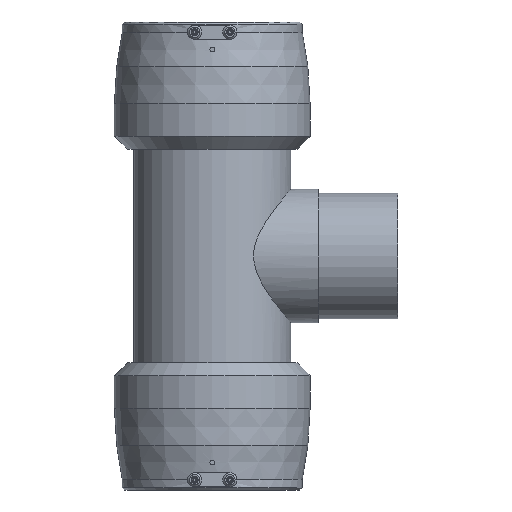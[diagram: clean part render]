
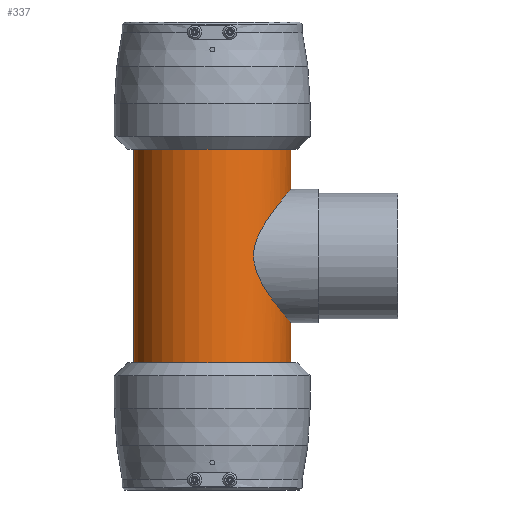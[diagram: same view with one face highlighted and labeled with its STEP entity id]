
A CAD part, front view. The second image highlights one B-rep face of the part: STEP entity #337.
In plain terms, the highlighted cylindrical face has radius 100 mm (diameter 200 mm), a partial arc.
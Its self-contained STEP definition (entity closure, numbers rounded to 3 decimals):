
#337=ADVANCED_FACE('',(#726),#727,.T.);
#726=FACE_OUTER_BOUND('',#1166,.T.);
#727=CYLINDRICAL_SURFACE('',#1167,100.0);
#1166=EDGE_LOOP('',(#2060,#2061,#2062,#2063,#2064,#2065));
#1167=AXIS2_PLACEMENT_3D('',#2066,#2067,#2068);
#2060=ORIENTED_EDGE('',*,*,#2590,.T.);
#2061=ORIENTED_EDGE('',*,*,#2778,.T.);
#2062=ORIENTED_EDGE('',*,*,#2593,.T.);
#2063=ORIENTED_EDGE('',*,*,#2779,.T.);
#2064=ORIENTED_EDGE('',*,*,#2592,.T.);
#2065=ORIENTED_EDGE('',*,*,#2749,.T.);
#2066=CARTESIAN_POINT('',(0.0,0.0,0.0));
#2067=DIRECTION('',(0.0,0.0,1.0));
#2068=DIRECTION('',(1.0,0.0,0.0));
#2590=EDGE_CURVE('',#3114,#2895,#3115,.T.);
#2592=EDGE_CURVE('',#3026,#3116,#3118,.T.);
#2593=EDGE_CURVE('',#2900,#3030,#3119,.T.);
#2749=EDGE_CURVE('',#3116,#3114,#3348,.T.);
#2778=EDGE_CURVE('',#2895,#2900,#3377,.T.);
#2779=EDGE_CURVE('',#3030,#3026,#3378,.T.);
#2895=VERTEX_POINT('',#3502);
#2900=VERTEX_POINT('',#3541);
#3026=VERTEX_POINT('',#3839);
#3030=VERTEX_POINT('',#3844);
#3114=VERTEX_POINT('',#4058);
#3115=LINE('',#4059,#4060);
#3116=VERTEX_POINT('',#4061);
#3118=LINE('',#4063,#4064);
#3119=LINE('',#4065,#4066);
#3348=CIRCLE('',#4497,100.0);
#3377=B_SPLINE_CURVE_WITH_KNOTS('',3,(#4526,#4527,#4528,#4529,#4530,#4531,#4532,#4533,#4534,#4535,#4536,#4537,#4538,#4539,#4540,#4541,#4542,#4543,#4544,#4545,#4546,#4547,#4548,#4549,#4550,#4551,#4552,#4553,#4554,#4555,#4556,#4557,#4558,#4559,#4560,#4561,#4562,#4563,#4564,#4565,#4566,#4567,#4568,#4569,#4570,#4571,#4572,#4573,#4574,#4575,#4576,#4577,#4578,#4579,#4580,#4581,#4582,#4583,#4584,#4585,#4586,#4587,#4588,#4589,#4590,#4591),.UNSPECIFIED.,.F.,.F.,(4,2,2,2,2,2,2,2,2,2,2,2,2,2,2,2,2,2,2,2,2,2,2,2,2,2,2,2,2,2,2,2,4),(139.584,148.1,156.616,165.132,173.648,182.163,190.679,199.195,207.711,216.643,225.575,234.507,243.44,252.372,261.304,270.236,279.168,288.101,297.033,305.965,314.897,323.829,332.762,341.694,350.626,359.142,367.658,376.173,384.689,393.205,401.721,410.237,418.753),.UNSPECIFIED.);
#3378=CIRCLE('',#4592,100.0);
#3502=CARTESIAN_POINT('',(100.0,0.,-85.0));
#3541=CARTESIAN_POINT('',(100.0,0.,85.0));
#3839=CARTESIAN_POINT('',(-100.0,0.0,137.0));
#3844=CARTESIAN_POINT('',(100.0,0.,137.0));
#4058=CARTESIAN_POINT('',(100.0,0.0,-137.0));
#4059=CARTESIAN_POINT('',(100.0,0.,0.0));
#4060=VECTOR('',#4953,1.0);
#4061=CARTESIAN_POINT('',(-100.0,0.,-137.0));
#4063=CARTESIAN_POINT('',(-100.0,0.,0.0));
#4064=VECTOR('',#4957,1.0);
#4065=CARTESIAN_POINT('',(100.0,0.,0.0));
#4066=VECTOR('',#4958,1.0);
#4497=AXIS2_PLACEMENT_3D('',#5171,#5172,#5173);
#4526=CARTESIAN_POINT('',(100.0,0.,-85.0));
#4527=CARTESIAN_POINT('',(100.0,-2.839,-85.0));
#4528=CARTESIAN_POINT('',(99.879,-5.701,-84.857));
#4529=CARTESIAN_POINT('',(99.387,-11.418,-84.279));
#4530=CARTESIAN_POINT('',(99.018,-14.272,-83.843));
#4531=CARTESIAN_POINT('',(98.038,-19.918,-82.684));
#4532=CARTESIAN_POINT('',(97.428,-22.709,-81.96));
#4533=CARTESIAN_POINT('',(95.989,-28.181,-80.244));
#4534=CARTESIAN_POINT('',(95.159,-30.861,-79.25));
#4535=CARTESIAN_POINT('',(93.311,-36.065,-77.021));
#4536=CARTESIAN_POINT('',(92.291,-38.593,-75.785));
#4537=CARTESIAN_POINT('',(90.1,-43.464,-73.1));
#4538=CARTESIAN_POINT('',(88.928,-45.807,-71.652));
#4539=CARTESIAN_POINT('',(86.478,-50.28,-68.587));
#4540=CARTESIAN_POINT('',(85.199,-52.41,-66.97));
#4541=CARTESIAN_POINT('',(82.588,-56.436,-63.615));
#4542=CARTESIAN_POINT('',(81.255,-58.332,-61.876));
#4543=CARTESIAN_POINT('',(78.524,-61.963,-58.245));
#4544=CARTESIAN_POINT('',(77.072,-63.757,-56.278));
#4545=CARTESIAN_POINT('',(74.11,-67.177,-52.148));
#4546=CARTESIAN_POINT('',(72.6,-68.803,-49.986));
#4547=CARTESIAN_POINT('',(69.582,-71.854,-45.491));
#4548=CARTESIAN_POINT('',(68.074,-73.28,-43.158));
#4549=CARTESIAN_POINT('',(65.128,-75.909,-38.344));
#4550=CARTESIAN_POINT('',(63.691,-77.113,-35.863));
#4551=CARTESIAN_POINT('',(60.969,-79.283,-30.771));
#4552=CARTESIAN_POINT('',(59.684,-80.249,-28.16));
#4553=CARTESIAN_POINT('',(57.358,-81.927,-22.82));
#4554=CARTESIAN_POINT('',(56.318,-82.64,-20.091));
#4555=CARTESIAN_POINT('',(54.58,-83.798,-14.525));
#4556=CARTESIAN_POINT('',(53.884,-84.243,-11.687));
#4557=CARTESIAN_POINT('',(52.933,-84.844,-5.914));
#4558=CARTESIAN_POINT('',(52.678,-85.0,-2.977));
#4559=CARTESIAN_POINT('',(52.678,-85.0,2.977));
#4560=CARTESIAN_POINT('',(52.933,-84.844,5.914));
#4561=CARTESIAN_POINT('',(53.884,-84.243,11.687));
#4562=CARTESIAN_POINT('',(54.58,-83.798,14.525));
#4563=CARTESIAN_POINT('',(56.318,-82.64,20.091));
#4564=CARTESIAN_POINT('',(57.358,-81.927,22.82));
#4565=CARTESIAN_POINT('',(59.684,-80.249,28.16));
#4566=CARTESIAN_POINT('',(60.969,-79.283,30.771));
#4567=CARTESIAN_POINT('',(63.691,-77.113,35.863));
#4568=CARTESIAN_POINT('',(65.128,-75.909,38.344));
#4569=CARTESIAN_POINT('',(68.074,-73.28,43.158));
#4570=CARTESIAN_POINT('',(69.582,-71.854,45.491));
#4571=CARTESIAN_POINT('',(72.6,-68.803,49.986));
#4572=CARTESIAN_POINT('',(74.11,-67.177,52.148));
#4573=CARTESIAN_POINT('',(77.072,-63.757,56.278));
#4574=CARTESIAN_POINT('',(78.524,-61.963,58.245));
#4575=CARTESIAN_POINT('',(81.255,-58.332,61.876));
#4576=CARTESIAN_POINT('',(82.588,-56.436,63.615));
#4577=CARTESIAN_POINT('',(85.199,-52.41,66.97));
#4578=CARTESIAN_POINT('',(86.478,-50.28,68.587));
#4579=CARTESIAN_POINT('',(88.928,-45.807,71.652));
#4580=CARTESIAN_POINT('',(90.1,-43.464,73.1));
#4581=CARTESIAN_POINT('',(92.291,-38.593,75.785));
#4582=CARTESIAN_POINT('',(93.311,-36.065,77.021));
#4583=CARTESIAN_POINT('',(95.159,-30.861,79.25));
#4584=CARTESIAN_POINT('',(95.989,-28.181,80.244));
#4585=CARTESIAN_POINT('',(97.428,-22.709,81.96));
#4586=CARTESIAN_POINT('',(98.038,-19.918,82.684));
#4587=CARTESIAN_POINT('',(99.018,-14.272,83.843));
#4588=CARTESIAN_POINT('',(99.387,-11.418,84.279));
#4589=CARTESIAN_POINT('',(99.879,-5.701,84.857));
#4590=CARTESIAN_POINT('',(100.0,-2.839,85.0));
#4591=CARTESIAN_POINT('',(100.0,0.,85.0));
#4592=AXIS2_PLACEMENT_3D('',#5210,#5211,#5212);
#4953=DIRECTION('',(0.0,0.0,1.0));
#4957=DIRECTION('',(-0.0,-0.0,-1.0));
#4958=DIRECTION('',(0.0,0.0,1.0));
#5171=CARTESIAN_POINT('',(0.0,0.0,-137.0));
#5172=DIRECTION('',(0.0,0.0,1.0));
#5173=DIRECTION('',(1.0,0.0,0.0));
#5210=CARTESIAN_POINT('',(0.0,0.0,137.0));
#5211=DIRECTION('',(0.0,0.0,-1.0));
#5212=DIRECTION('',(1.0,0.0,0.0));
